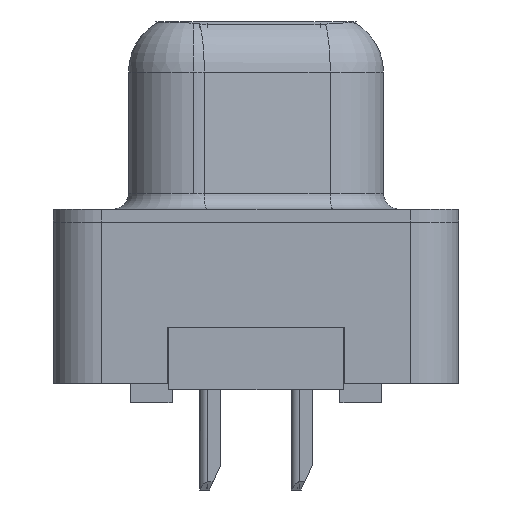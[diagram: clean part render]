
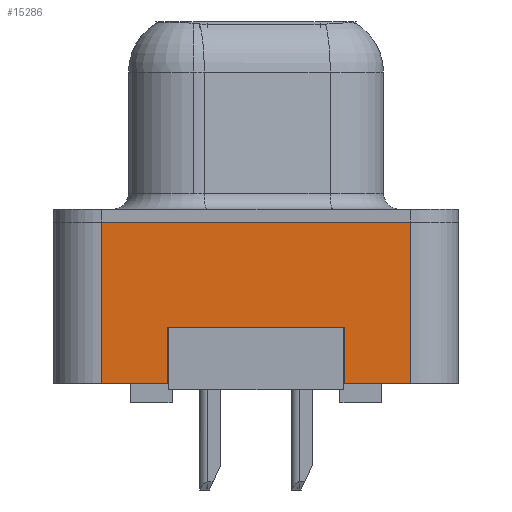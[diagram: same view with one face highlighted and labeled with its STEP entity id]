
A CAD part, left-side view. The second image highlights one B-rep face of the part: STEP entity #15286.
In plain terms, the highlighted planar face has unit normal (-1, 0, 0).
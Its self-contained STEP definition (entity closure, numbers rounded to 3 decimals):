
#345 = EDGE_CURVE ( 'NONE', #8319, #10907, #5964, .T. ) ;
#369 = FACE_OUTER_BOUND ( 'NONE', #8496, .T. ) ;
#607 = ORIENTED_EDGE ( 'NONE', *, *, #2876, .F. ) ;
#624 = VERTEX_POINT ( 'NONE', #5400 ) ;
#793 = LINE ( 'NONE', #8728, #6875 ) ;
#957 = DIRECTION ( 'NONE',  ( 0., 0., 1. ) ) ;
#1233 = VECTOR ( 'NONE', #10749, 1000. ) ;
#2195 = CARTESIAN_POINT ( 'NONE',  ( -2.945, -2.75, -5. ) ) ;
#2277 = LINE ( 'NONE', #7720, #14802 ) ;
#2565 = EDGE_CURVE ( 'NONE', #12883, #5760, #16554, .T. ) ;
#2690 = CARTESIAN_POINT ( 'NONE',  ( -2.945, -2.75, -3.25 ) ) ;
#2782 = DIRECTION ( 'NONE',  ( 0., 0., -1. ) ) ;
#2853 = ORIENTED_EDGE ( 'NONE', *, *, #15499, .F. ) ;
#2876 = EDGE_CURVE ( 'NONE', #4480, #7234, #17577, .T. ) ;
#2978 = EDGE_CURVE ( 'NONE', #6577, #5760, #5244, .T. ) ;
#3625 = ORIENTED_EDGE ( 'NONE', *, *, #8386, .T. ) ;
#3814 = AXIS2_PLACEMENT_3D ( 'NONE', #8377, #14985, #5514 ) ;
#4480 = VERTEX_POINT ( 'NONE', #14577 ) ;
#5077 = DIRECTION ( 'NONE',  ( 0., -1., 0. ) ) ;
#5244 = LINE ( 'NONE', #16331, #16891 ) ;
#5400 = CARTESIAN_POINT ( 'NONE',  ( -2.945, -2.75, -3.25 ) ) ;
#5402 = LINE ( 'NONE', #14795, #15653 ) ;
#5514 = DIRECTION ( 'NONE',  ( 0., 0., 1. ) ) ;
#5760 = VERTEX_POINT ( 'NONE', #5911 ) ;
#5911 = CARTESIAN_POINT ( 'NONE',  ( -2.945, 2.75, -5. ) ) ;
#5964 = LINE ( 'NONE', #12766, #16429 ) ;
#5967 = DIRECTION ( 'NONE',  ( 0., 0., 1. ) ) ;
#6577 = VERTEX_POINT ( 'NONE', #8508 ) ;
#6875 = VECTOR ( 'NONE', #5967, 1000. ) ;
#7234 = VERTEX_POINT ( 'NONE', #13408 ) ;
#7720 = CARTESIAN_POINT ( 'NONE',  ( -2.945, -4.775, -5. ) ) ;
#8024 = CARTESIAN_POINT ( 'NONE',  ( -2.945, -4.775, 0. ) ) ;
#8269 = CARTESIAN_POINT ( 'NONE',  ( -2.945, -4.775, -5. ) ) ;
#8286 = PLANE ( 'NONE',  #3814 ) ;
#8319 = VERTEX_POINT ( 'NONE', #2195 ) ;
#8377 = CARTESIAN_POINT ( 'NONE',  ( -2.945, -4.775, -5. ) ) ;
#8386 = EDGE_CURVE ( 'NONE', #10907, #7234, #2277, .T. ) ;
#8496 = EDGE_LOOP ( 'NONE', ( #15293, #13136, #3625, #607, #2853, #8880, #10397, #10172 ) ) ;
#8508 = CARTESIAN_POINT ( 'NONE',  ( -2.945, 2.75, -3.25 ) ) ;
#8728 = CARTESIAN_POINT ( 'NONE',  ( -2.945, 4.775, -5. ) ) ;
#8880 = ORIENTED_EDGE ( 'NONE', *, *, #2565, .T. ) ;
#9297 = VECTOR ( 'NONE', #2782, 1000. ) ;
#9686 = CARTESIAN_POINT ( 'NONE',  ( -2.945, -4.775, -5. ) ) ;
#10172 = ORIENTED_EDGE ( 'NONE', *, *, #17522, .F. ) ;
#10397 = ORIENTED_EDGE ( 'NONE', *, *, #2978, .F. ) ;
#10673 = CARTESIAN_POINT ( 'NONE',  ( -2.945, 4.775, -5. ) ) ;
#10749 = DIRECTION ( 'NONE',  ( 0., -1., 0. ) ) ;
#10907 = VERTEX_POINT ( 'NONE', #8269 ) ;
#11927 = EDGE_CURVE ( 'NONE', #624, #8319, #12263, .T. ) ;
#12263 = LINE ( 'NONE', #2690, #9297 ) ;
#12766 = CARTESIAN_POINT ( 'NONE',  ( -2.945, -4.775, -5. ) ) ;
#12883 = VERTEX_POINT ( 'NONE', #10673 ) ;
#13136 = ORIENTED_EDGE ( 'NONE', *, *, #345, .T. ) ;
#13408 = CARTESIAN_POINT ( 'NONE',  ( -2.945, -4.775, 0. ) ) ;
#13782 = VECTOR ( 'NONE', #5077, 1000. ) ;
#14365 = DIRECTION ( 'NONE',  ( 0., -1., 0. ) ) ;
#14547 = DIRECTION ( 'NONE',  ( 0., 1., 0. ) ) ;
#14577 = CARTESIAN_POINT ( 'NONE',  ( -2.945, 4.775, 0. ) ) ;
#14795 = CARTESIAN_POINT ( 'NONE',  ( -2.945, 2.75, -3.25 ) ) ;
#14802 = VECTOR ( 'NONE', #957, 1000. ) ;
#14820 = DIRECTION ( 'NONE',  ( 0., 0., -1. ) ) ;
#14985 = DIRECTION ( 'NONE',  ( -1., 0., 0. ) ) ;
#15286 = ADVANCED_FACE ( 'NONE', ( #369 ), #8286, .T. ) ;
#15293 = ORIENTED_EDGE ( 'NONE', *, *, #11927, .T. ) ;
#15499 = EDGE_CURVE ( 'NONE', #12883, #4480, #793, .T. ) ;
#15653 = VECTOR ( 'NONE', #14547, 1000. ) ;
#16331 = CARTESIAN_POINT ( 'NONE',  ( -2.945, 2.75, -3.25 ) ) ;
#16429 = VECTOR ( 'NONE', #14365, 1000. ) ;
#16554 = LINE ( 'NONE', #9686, #1233 ) ;
#16891 = VECTOR ( 'NONE', #14820, 1000. ) ;
#17522 = EDGE_CURVE ( 'NONE', #624, #6577, #5402, .T. ) ;
#17577 = LINE ( 'NONE', #8024, #13782 ) ;
